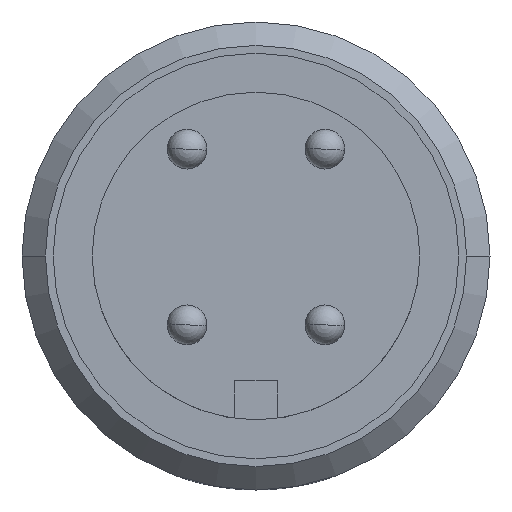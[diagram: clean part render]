
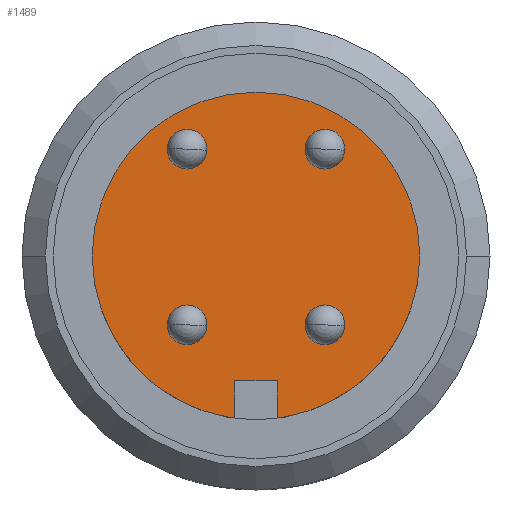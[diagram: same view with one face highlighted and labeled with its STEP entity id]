
A CAD part, front view. The second image highlights one B-rep face of the part: STEP entity #1489.
In plain terms, the highlighted planar face has unit normal (0, -1, 0).
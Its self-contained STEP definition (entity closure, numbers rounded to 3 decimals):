
#492=DIRECTION('',(0.,0.,1.));
#493=VECTOR('',#492,0.964);
#494=CARTESIAN_POINT('',(0.55,-31.,-4.164));
#495=LINE('',#494,#493);
#499=DIRECTION('',(-1.,0.,0.));
#500=VECTOR('',#499,1.1);
#501=CARTESIAN_POINT('',(0.55,-31.,-3.2));
#502=LINE('',#501,#500);
#506=DIRECTION('',(0.,0.,-1.));
#507=VECTOR('',#506,0.964);
#508=CARTESIAN_POINT('',(-0.55,-31.,-3.2));
#509=LINE('',#508,#507);
#513=CARTESIAN_POINT('',(0.,-31.,0.));
#514=DIRECTION('',(0.,-1.,0.));
#515=DIRECTION('',(-1.,0.,0.));
#516=AXIS2_PLACEMENT_3D('',#513,#514,#515);
#521=CARTESIAN_POINT('',(0.,-31.,0.));
#522=DIRECTION('',(0.,-1.,0.));
#523=DIRECTION('',(1.,0.,0.));
#524=AXIS2_PLACEMENT_3D('',#521,#522,#523);
#529=CARTESIAN_POINT('',(0.,-31.,0.));
#530=DIRECTION('',(0.,-1.,0.));
#531=DIRECTION('',(0.131,0.,-0.991));
#532=AXIS2_PLACEMENT_3D('',#529,#530,#531);
#537=CARTESIAN_POINT('',(1.768,-31.,-1.766));
#538=DIRECTION('',(0.,-1.,0.));
#539=DIRECTION('',(-1.,0.,0.));
#540=AXIS2_PLACEMENT_3D('',#537,#538,#539);
#545=CARTESIAN_POINT('',(1.768,-31.,-1.766));
#546=DIRECTION('',(0.,-1.,0.));
#547=DIRECTION('',(1.,0.,0.));
#548=AXIS2_PLACEMENT_3D('',#545,#546,#547);
#553=CARTESIAN_POINT('',(-1.768,-31.,-1.766));
#554=DIRECTION('',(0.,-1.,0.));
#555=DIRECTION('',(-1.,0.,0.));
#556=AXIS2_PLACEMENT_3D('',#553,#554,#555);
#561=CARTESIAN_POINT('',(-1.768,-31.,-1.766));
#562=DIRECTION('',(0.,-1.,0.));
#563=DIRECTION('',(1.,0.,0.));
#564=AXIS2_PLACEMENT_3D('',#561,#562,#563);
#569=CARTESIAN_POINT('',(1.768,-31.,2.739));
#570=DIRECTION('',(0.,-1.,0.));
#571=DIRECTION('',(-1.,0.,0.));
#572=AXIS2_PLACEMENT_3D('',#569,#570,#571);
#577=CARTESIAN_POINT('',(1.768,-31.,2.739));
#578=DIRECTION('',(0.,-1.,0.));
#579=DIRECTION('',(1.,0.,0.));
#580=AXIS2_PLACEMENT_3D('',#577,#578,#579);
#585=CARTESIAN_POINT('',(-1.768,-31.,2.739));
#586=DIRECTION('',(0.,-1.,0.));
#587=DIRECTION('',(-1.,0.,0.));
#588=AXIS2_PLACEMENT_3D('',#585,#586,#587);
#593=CARTESIAN_POINT('',(-1.768,-31.,2.739));
#594=DIRECTION('',(0.,-1.,0.));
#595=DIRECTION('',(1.,0.,0.));
#596=AXIS2_PLACEMENT_3D('',#593,#594,#595);
#899=CARTESIAN_POINT('',(4.2,-31.,0.));
#900=CARTESIAN_POINT('',(-4.2,-31.,0.));
#901=VERTEX_POINT('',#899);
#902=VERTEX_POINT('',#900);
#911=CARTESIAN_POINT('',(0.55,-31.,-4.164));
#912=CARTESIAN_POINT('',(0.55,-31.,-3.2));
#913=VERTEX_POINT('',#911);
#914=VERTEX_POINT('',#912);
#915=CARTESIAN_POINT('',(-0.55,-31.,-3.2));
#916=VERTEX_POINT('',#915);
#917=CARTESIAN_POINT('',(-0.55,-31.,-4.164));
#918=VERTEX_POINT('',#917);
#923=CARTESIAN_POINT('',(1.258,-31.,-1.766));
#924=CARTESIAN_POINT('',(2.278,-31.,-1.766));
#925=VERTEX_POINT('',#923);
#926=VERTEX_POINT('',#924);
#927=CARTESIAN_POINT('',(-2.278,-31.,-1.766));
#928=CARTESIAN_POINT('',(-1.258,-31.,-1.766));
#929=VERTEX_POINT('',#927);
#930=VERTEX_POINT('',#928);
#931=CARTESIAN_POINT('',(1.258,-31.,2.739));
#932=CARTESIAN_POINT('',(2.278,-31.,2.739));
#933=VERTEX_POINT('',#931);
#934=VERTEX_POINT('',#932);
#935=CARTESIAN_POINT('',(-2.278,-31.,2.739));
#936=CARTESIAN_POINT('',(-1.258,-31.,2.739));
#937=VERTEX_POINT('',#935);
#938=VERTEX_POINT('',#936);
#1449=CARTESIAN_POINT('',(0.,-31.,0.));
#1450=DIRECTION('',(0.,-1.,0.));
#1451=DIRECTION('',(-1.,0.,0.));
#1452=AXIS2_PLACEMENT_3D('',#1449,#1450,#1451);
#1453=PLANE('',#1452);
#1454=ORIENTED_EDGE('',*,*,#1427,.T.);
#1456=ORIENTED_EDGE('',*,*,#1455,.T.);
#1458=ORIENTED_EDGE('',*,*,#1457,.T.);
#1459=ORIENTED_EDGE('',*,*,#1401,.F.);
#1461=ORIENTED_EDGE('',*,*,#1460,.F.);
#1462=ORIENTED_EDGE('',*,*,#1394,.F.);
#1463=EDGE_LOOP('',(#1454,#1456,#1458,#1459,#1461,#1462));
#1464=FACE_OUTER_BOUND('',#1463,.F.);
#1466=ORIENTED_EDGE('',*,*,#1465,.T.);
#1468=ORIENTED_EDGE('',*,*,#1467,.T.);
#1469=EDGE_LOOP('',(#1466,#1468));
#1470=FACE_BOUND('',#1469,.F.);
#1472=ORIENTED_EDGE('',*,*,#1471,.T.);
#1474=ORIENTED_EDGE('',*,*,#1473,.T.);
#1475=EDGE_LOOP('',(#1472,#1474));
#1476=FACE_BOUND('',#1475,.F.);
#1478=ORIENTED_EDGE('',*,*,#1477,.T.);
#1480=ORIENTED_EDGE('',*,*,#1479,.T.);
#1481=EDGE_LOOP('',(#1478,#1480));
#1482=FACE_BOUND('',#1481,.F.);
#1484=ORIENTED_EDGE('',*,*,#1483,.T.);
#1486=ORIENTED_EDGE('',*,*,#1485,.T.);
#1487=EDGE_LOOP('',(#1484,#1486));
#1488=FACE_BOUND('',#1487,.F.);
#1489=ADVANCED_FACE('',(#1464,#1470,#1476,#1482,#1488),#1453,.T.);
#517=CIRCLE('',#516,4.2);
#525=CIRCLE('',#524,4.2);
#533=CIRCLE('',#532,4.2);
#541=CIRCLE('',#540,0.51);
#549=CIRCLE('',#548,0.51);
#557=CIRCLE('',#556,0.51);
#565=CIRCLE('',#564,0.51);
#573=CIRCLE('',#572,0.51);
#581=CIRCLE('',#580,0.51);
#589=CIRCLE('',#588,0.51);
#597=CIRCLE('',#596,0.51);
#1394=EDGE_CURVE('',#913,#901,#533,.T.);
#1401=EDGE_CURVE('',#902,#918,#517,.T.);
#1427=EDGE_CURVE('',#913,#914,#495,.T.);
#1455=EDGE_CURVE('',#914,#916,#502,.T.);
#1457=EDGE_CURVE('',#916,#918,#509,.T.);
#1460=EDGE_CURVE('',#901,#902,#525,.T.);
#1465=EDGE_CURVE('',#925,#926,#541,.T.);
#1467=EDGE_CURVE('',#926,#925,#549,.T.);
#1471=EDGE_CURVE('',#929,#930,#557,.T.);
#1473=EDGE_CURVE('',#930,#929,#565,.T.);
#1477=EDGE_CURVE('',#933,#934,#573,.T.);
#1479=EDGE_CURVE('',#934,#933,#581,.T.);
#1483=EDGE_CURVE('',#937,#938,#589,.T.);
#1485=EDGE_CURVE('',#938,#937,#597,.T.);
